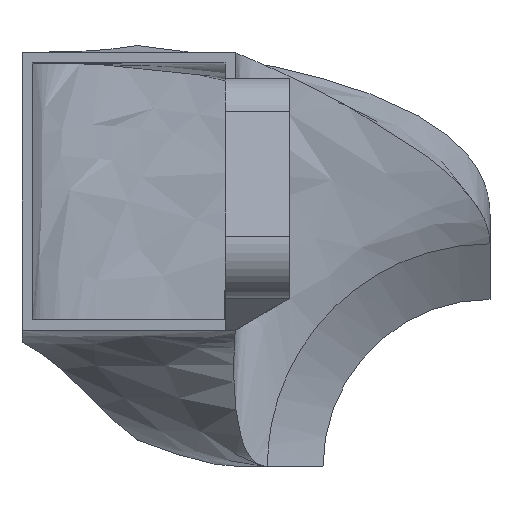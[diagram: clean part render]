
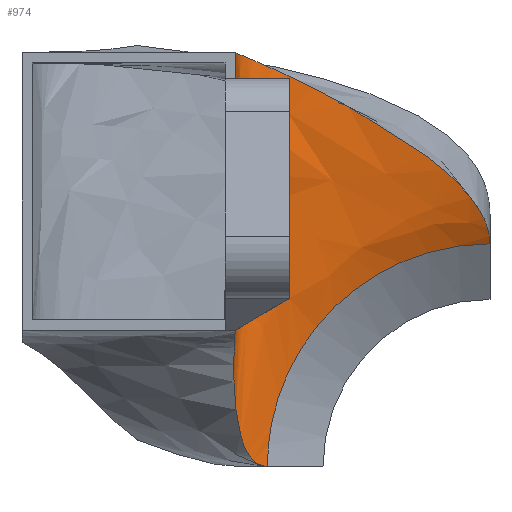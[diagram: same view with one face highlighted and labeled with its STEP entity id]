
A CAD part, left-side view. The second image highlights one B-rep face of the part: STEP entity #974.
In plain terms, the highlighted free-form (B-spline) face has degree [3, 3] with [7, 4] control points.
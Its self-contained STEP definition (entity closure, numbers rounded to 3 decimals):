
#102=B_SPLINE_CURVE_WITH_KNOTS('',3,(#2025,#2026,#2027,#2028,#2029,#2030,
#2031),.UNSPECIFIED.,.F.,.F.,(4,1,1,1,4),(0.,0.25,0.5,0.75,1.),
 .UNSPECIFIED.);
#105=B_SPLINE_CURVE_WITH_KNOTS('',3,(#2091,#2092,#2093,#2094),
 .UNSPECIFIED.,.F.,.F.,(4,4),(0.,1.),.UNSPECIFIED.);
#110=B_SPLINE_CURVE_WITH_KNOTS('',3,(#2220,#2221,#2222,#2223),
 .UNSPECIFIED.,.F.,.F.,(4,4),(0.,1.),.UNSPECIFIED.);
#111=B_SPLINE_CURVE_WITH_KNOTS('',3,(#2234,#2235,#2236,#2237),
 .UNSPECIFIED.,.F.,.F.,(4,4),(0.,1.),.UNSPECIFIED.);
#112=B_SPLINE_CURVE_WITH_KNOTS('',3,(#2240,#2241,#2242,#2243,#2244),
 .UNSPECIFIED.,.F.,.F.,(4,1,4),(0.,0.5,1.),.UNSPECIFIED.);
#113=B_SPLINE_CURVE_WITH_KNOTS('',3,(#2253,#2254,#2255,#2256,#2257,#2258,
#2259,#2260,#2261,#2262,#2263,#2264,#2265,#2266),.UNSPECIFIED.,.F.,.F.,
(4,1,1,1,1,1,1,1,1,1,1,4),(0.,0.125,0.188,0.25,0.313,0.375,0.438,0.5,
0.563,0.625,0.75,1.),.UNSPECIFIED.);
#114=B_SPLINE_CURVE_WITH_KNOTS('',3,(#2272,#2273,#2274,#2275,#2276,#2277),
 .UNSPECIFIED.,.F.,.F.,(4,1,1,4),(0.,0.5,0.75,1.),.UNSPECIFIED.);
#115=B_SPLINE_CURVE_WITH_KNOTS('',3,(#2305,#2306,#2307,#2308,#2309,#2310,
#2311,#2312,#2313,#2314,#2315),.UNSPECIFIED.,.F.,.F.,(4,1,1,1,1,1,1,1,4),
(0.,0.25,0.375,0.438,0.5,0.563,0.625,0.75,1.),.UNSPECIFIED.);
#367=ORIENTED_EDGE('',*,*,#469,.T.);
#368=ORIENTED_EDGE('',*,*,#478,.F.);
#369=ORIENTED_EDGE('',*,*,#496,.F.);
#370=ORIENTED_EDGE('',*,*,#497,.T.);
#371=ORIENTED_EDGE('',*,*,#514,.T.);
#372=ORIENTED_EDGE('',*,*,#500,.T.);
#373=ORIENTED_EDGE('',*,*,#492,.T.);
#374=ORIENTED_EDGE('',*,*,#491,.T.);
#375=ORIENTED_EDGE('',*,*,#494,.F.);
#376=ORIENTED_EDGE('',*,*,#485,.T.);
#469=EDGE_CURVE('',#598,#599,#102,.F.);
#478=EDGE_CURVE('',#587,#599,#105,.T.);
#485=EDGE_CURVE('',#583,#598,#110,.T.);
#491=EDGE_CURVE('',#608,#609,#111,.F.);
#492=EDGE_CURVE('',#610,#608,#112,.F.);
#494=EDGE_CURVE('',#583,#609,#686,.T.);
#496=EDGE_CURVE('',#611,#587,#688,.T.);
#497=EDGE_CURVE('',#611,#612,#113,.F.);
#500=EDGE_CURVE('',#614,#610,#114,.F.);
#514=EDGE_CURVE('',#612,#614,#115,.F.);
#583=VERTEX_POINT('',#1989);
#587=VERTEX_POINT('',#1999);
#598=VERTEX_POINT('',#2032);
#599=VERTEX_POINT('',#2033);
#608=VERTEX_POINT('',#2238);
#609=VERTEX_POINT('',#2239);
#610=VERTEX_POINT('',#2245);
#611=VERTEX_POINT('',#2250);
#612=VERTEX_POINT('',#2267);
#614=VERTEX_POINT('',#2278);
#686=LINE('',#2247,#769);
#688=LINE('',#2251,#771);
#769=VECTOR('',#1177,1000.);
#771=VECTOR('',#1181,1000.);
#856=EDGE_LOOP('',(#367,#368,#369,#370,#371,#372,#373,#374,#375,#376));
#916=FACE_BOUND('',#856,.T.);
#928=B_SPLINE_SURFACE_WITH_KNOTS('',3,3,((#2371,#2372,#2373,#2374),(#2375,
#2376,#2377,#2378),(#2379,#2380,#2381,#2382),(#2383,#2384,#2385,#2386),
(#2387,#2388,#2389,#2390),(#2391,#2392,#2393,#2394),(#2395,#2396,#2397,
#2398)),.UNSPECIFIED.,.F.,.F.,.F.,(4,1,1,1,4),(4,4),(0.,0.286,
0.571,0.857,1.),(0.,1.),.UNSPECIFIED.);
#974=ADVANCED_FACE('',(#916),#928,.F.);
#1177=DIRECTION('',(0.,0.,1.));
#1181=DIRECTION('',(0.,0.,1.));
#1989=CARTESIAN_POINT('',(29.567,57.7,2.72));
#1999=CARTESIAN_POINT('',(29.567,57.7,24.32));
#2025=CARTESIAN_POINT('',(35.468,37.875,9.449));
#2026=CARTESIAN_POINT('',(35.468,40.143,9.449));
#2027=CARTESIAN_POINT('',(35.468,44.679,8.547));
#2028=CARTESIAN_POINT('',(35.468,50.448,4.693));
#2029=CARTESIAN_POINT('',(35.468,54.302,-1.076));
#2030=CARTESIAN_POINT('',(35.468,55.204,-5.612));
#2031=CARTESIAN_POINT('',(35.468,55.204,-7.88));
#2032=CARTESIAN_POINT('',(35.468,55.204,-7.88));
#2033=CARTESIAN_POINT('',(35.468,37.875,9.449));
#2091=CARTESIAN_POINT('',(29.567,57.7,24.32));
#2092=CARTESIAN_POINT('',(38.059,57.7,24.32));
#2093=CARTESIAN_POINT('',(30.702,37.875,16.478));
#2094=CARTESIAN_POINT('',(35.468,37.875,9.449));
#2220=CARTESIAN_POINT('',(29.567,57.7,2.72));
#2221=CARTESIAN_POINT('',(33.695,57.7,2.72));
#2222=CARTESIAN_POINT('',(33.151,58.621,-7.88));
#2223=CARTESIAN_POINT('',(35.468,55.204,-7.88));
#2234=CARTESIAN_POINT('',(29.567,57.7,5.387));
#2235=CARTESIAN_POINT('',(29.858,57.7,5.369));
#2236=CARTESIAN_POINT('',(30.131,57.7,5.306));
#2237=CARTESIAN_POINT('',(30.385,57.7,5.2));
#2238=CARTESIAN_POINT('',(30.385,57.7,5.2));
#2239=CARTESIAN_POINT('',(29.567,57.7,5.387));
#2240=CARTESIAN_POINT('',(30.385,57.7,5.2));
#2241=CARTESIAN_POINT('',(30.811,57.7,5.023));
#2242=CARTESIAN_POINT('',(31.576,57.7,4.401));
#2243=CARTESIAN_POINT('',(32.109,57.7,3.364));
#2244=CARTESIAN_POINT('',(32.343,57.7,2.72));
#2245=CARTESIAN_POINT('',(32.343,57.7,2.72));
#2247=CARTESIAN_POINT('',(29.567,57.7,8.52));
#2250=CARTESIAN_POINT('',(29.567,57.7,17.4));
#2251=CARTESIAN_POINT('',(29.567,57.7,8.52));
#2253=CARTESIAN_POINT('',(34.113,53.5,13.2));
#2254=CARTESIAN_POINT('',(34.061,53.79,13.49));
#2255=CARTESIAN_POINT('',(33.97,54.196,13.896));
#2256=CARTESIAN_POINT('',(33.818,54.696,14.396));
#2257=CARTESIAN_POINT('',(33.703,55.015,14.715));
#2258=CARTESIAN_POINT('',(33.525,55.421,15.121));
#2259=CARTESIAN_POINT('',(33.338,55.764,15.464));
#2260=CARTESIAN_POINT('',(33.12,56.092,15.792));
#2261=CARTESIAN_POINT('',(32.902,56.368,16.068));
#2262=CARTESIAN_POINT('',(32.583,56.694,16.394));
#2263=CARTESIAN_POINT('',(32.14,57.043,16.743));
#2264=CARTESIAN_POINT('',(31.251,57.529,17.229));
#2265=CARTESIAN_POINT('',(30.287,57.7,17.4));
#2266=CARTESIAN_POINT('',(29.567,57.7,17.4));
#2267=CARTESIAN_POINT('',(34.113,53.5,13.2));
#2272=CARTESIAN_POINT('',(32.343,57.7,2.72));
#2273=CARTESIAN_POINT('',(33.062,57.6,2.779));
#2274=CARTESIAN_POINT('',(33.764,57.173,3.031));
#2275=CARTESIAN_POINT('',(34.357,55.486,4.027));
#2276=CARTESIAN_POINT('',(34.528,54.252,4.756));
#2277=CARTESIAN_POINT('',(34.594,53.5,5.2));
#2278=CARTESIAN_POINT('',(34.594,53.5,5.2));
#2305=CARTESIAN_POINT('',(34.594,53.5,5.2));
#2306=CARTESIAN_POINT('',(34.559,53.5,5.642));
#2307=CARTESIAN_POINT('',(34.502,53.5,6.444));
#2308=CARTESIAN_POINT('',(34.428,53.5,7.641));
#2309=CARTESIAN_POINT('',(34.385,53.5,8.38));
#2310=CARTESIAN_POINT('',(34.348,53.5,9.015));
#2311=CARTESIAN_POINT('',(34.32,53.5,9.512));
#2312=CARTESIAN_POINT('',(34.28,53.5,10.223));
#2313=CARTESIAN_POINT('',(34.212,53.5,11.444));
#2314=CARTESIAN_POINT('',(34.152,53.5,12.499));
#2315=CARTESIAN_POINT('',(34.113,53.5,13.2));
#2371=CARTESIAN_POINT('',(29.567,57.7,2.72));
#2372=CARTESIAN_POINT('',(33.695,57.7,2.72));
#2373=CARTESIAN_POINT('',(33.151,58.621,-7.88));
#2374=CARTESIAN_POINT('',(35.468,55.204,-7.88));
#2375=CARTESIAN_POINT('',(29.567,57.7,4.777));
#2376=CARTESIAN_POINT('',(34.111,57.7,5.091));
#2377=CARTESIAN_POINT('',(33.483,58.126,-4.941));
#2378=CARTESIAN_POINT('',(35.468,55.204,-5.288));
#2379=CARTESIAN_POINT('',(29.567,57.7,8.891));
#2380=CARTESIAN_POINT('',(34.942,57.7,9.789));
#2381=CARTESIAN_POINT('',(33.966,56.138,1.206));
#2382=CARTESIAN_POINT('',(35.468,54.021,-0.105));
#2383=CARTESIAN_POINT('',(29.567,57.7,15.063));
#2384=CARTESIAN_POINT('',(36.189,57.7,16.355));
#2385=CARTESIAN_POINT('',(33.463,49.941,9.524));
#2386=CARTESIAN_POINT('',(35.468,49.049,6.133));
#2387=CARTESIAN_POINT('',(29.567,57.7,20.206));
#2388=CARTESIAN_POINT('',(37.227,57.7,21.137));
#2389=CARTESIAN_POINT('',(32.026,43.178,14.279));
#2390=CARTESIAN_POINT('',(35.468,43.061,9.015));
#2391=CARTESIAN_POINT('',(29.567,57.7,23.291));
#2392=CARTESIAN_POINT('',(37.851,57.7,23.566));
#2393=CARTESIAN_POINT('',(31.021,39.18,16.003));
#2394=CARTESIAN_POINT('',(35.468,39.171,9.449));
#2395=CARTESIAN_POINT('',(29.567,57.7,24.32));
#2396=CARTESIAN_POINT('',(38.059,57.7,24.32));
#2397=CARTESIAN_POINT('',(30.702,37.875,16.478));
#2398=CARTESIAN_POINT('',(35.468,37.875,9.449));
